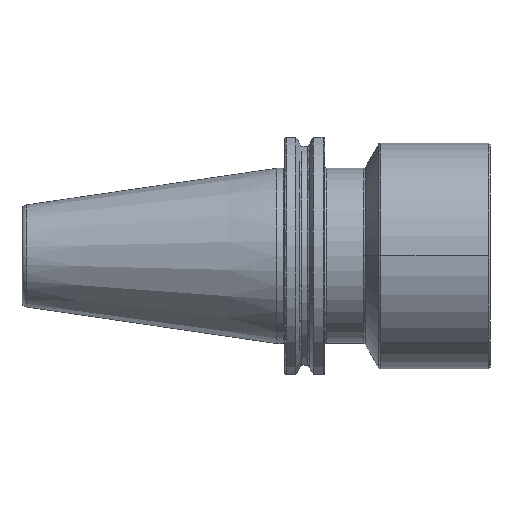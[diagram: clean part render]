
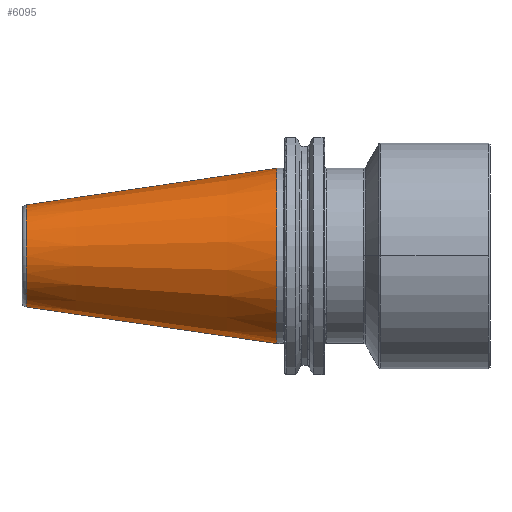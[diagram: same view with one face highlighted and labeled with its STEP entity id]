
A CAD part, front view. The second image highlights one B-rep face of the part: STEP entity #6095.
In plain terms, the highlighted conical face has half-angle 8.297 degrees and reference radius 34.925 mm.
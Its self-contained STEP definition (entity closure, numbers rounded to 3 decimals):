
#133 = ORIENTED_EDGE ( 'NONE', *, *, #587, .T. ) ;
#144 = ORIENTED_EDGE ( 'NONE', *, *, #6501, .F. ) ;
#317 = LINE ( 'NONE', #4664, #2800 ) ;
#361 = CIRCLE ( 'NONE', #5284, 20.358 ) ;
#587 = EDGE_CURVE ( 'NONE', #724, #733, #317, .T. ) ;
#680 = DIRECTION ( 'NONE',  ( 1., 0., 0. ) ) ;
#716 = VERTEX_POINT ( 'NONE', #5961 ) ;
#724 = VERTEX_POINT ( 'NONE', #2343 ) ;
#733 = VERTEX_POINT ( 'NONE', #5473 ) ;
#1134 = CONICAL_SURFACE ( 'NONE', #6445, 34.925, 0.145 ) ;
#1684 = VERTEX_POINT ( 'NONE', #2599 ) ;
#1910 = EDGE_LOOP ( 'NONE', ( #7379, #144, #133, #6455 ) ) ;
#2070 = VECTOR ( 'NONE', #2297, 1000. ) ;
#2297 = DIRECTION ( 'NONE',  ( 0.99, 0., 0.144 ) ) ;
#2338 = CARTESIAN_POINT ( 'NONE',  ( 0., 0., 34.925 ) ) ;
#2343 = CARTESIAN_POINT ( 'NONE',  ( -99.889, 0., -20.358 ) ) ;
#2599 = CARTESIAN_POINT ( 'NONE',  ( 0., 0., 34.925 ) ) ;
#2657 = CARTESIAN_POINT ( 'NONE',  ( 0., 0., 0. ) ) ;
#2800 = VECTOR ( 'NONE', #5229, 1000. ) ;
#4123 = EDGE_CURVE ( 'NONE', #733, #1684, #4790, .T. ) ;
#4216 = LINE ( 'NONE', #2338, #2070 ) ;
#4361 = CARTESIAN_POINT ( 'NONE',  ( -99.889, 0., 0. ) ) ;
#4575 = CARTESIAN_POINT ( 'NONE',  ( 0., 0., 0. ) ) ;
#4664 = CARTESIAN_POINT ( 'NONE',  ( 0., 0., -34.925 ) ) ;
#4790 = CIRCLE ( 'NONE', #5179, 34.925 ) ;
#5012 = DIRECTION ( 'NONE',  ( 0., 0., 1. ) ) ;
#5179 = AXIS2_PLACEMENT_3D ( 'NONE', #4575, #7091, #5754 ) ;
#5229 = DIRECTION ( 'NONE',  ( 0.99, 0., -0.144 ) ) ;
#5284 = AXIS2_PLACEMENT_3D ( 'NONE', #4361, #6840, #5012 ) ;
#5420 = EDGE_CURVE ( 'NONE', #716, #1684, #4216, .T. ) ;
#5473 = CARTESIAN_POINT ( 'NONE',  ( 0., 0., -34.925 ) ) ;
#5714 = FACE_OUTER_BOUND ( 'NONE', #1910, .T. ) ;
#5754 = DIRECTION ( 'NONE',  ( 0., 0., 1. ) ) ;
#5961 = CARTESIAN_POINT ( 'NONE',  ( -99.889, 0., 20.358 ) ) ;
#6095 = ADVANCED_FACE ( 'NONE', ( #5714 ), #1134, .T. ) ;
#6279 = DIRECTION ( 'NONE',  ( 0., 0., -1. ) ) ;
#6445 = AXIS2_PLACEMENT_3D ( 'NONE', #2657, #680, #6279 ) ;
#6455 = ORIENTED_EDGE ( 'NONE', *, *, #4123, .T. ) ;
#6501 = EDGE_CURVE ( 'NONE', #724, #716, #361, .T. ) ;
#6840 = DIRECTION ( 'NONE',  ( -1., 0., 0. ) ) ;
#7091 = DIRECTION ( 'NONE',  ( -1., 0., 0. ) ) ;
#7379 = ORIENTED_EDGE ( 'NONE', *, *, #5420, .F. ) ;
